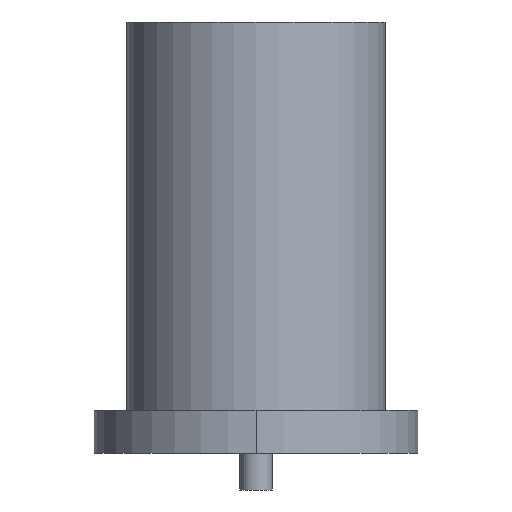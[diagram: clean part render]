
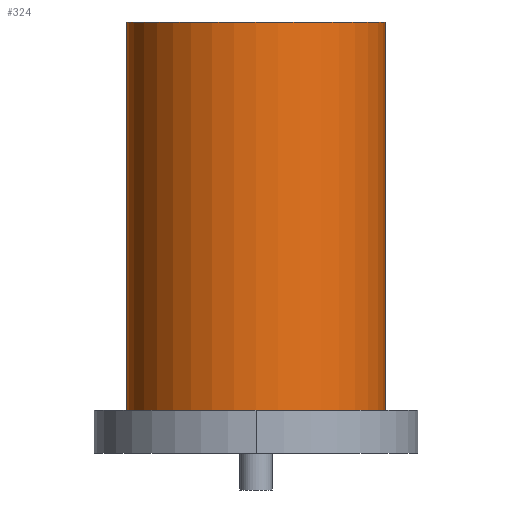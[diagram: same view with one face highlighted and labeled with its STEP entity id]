
A CAD part, front view. The second image highlights one B-rep face of the part: STEP entity #324.
In plain terms, the highlighted cylindrical face has radius 3 mm (diameter 6 mm), a partial arc.
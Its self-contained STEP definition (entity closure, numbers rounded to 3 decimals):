
#13 = CARTESIAN_POINT ( 'NONE',  ( 3., 0., 6.35 ) ) ;
#16 = EDGE_CURVE ( 'NONE', #261, #170, #311, .T. ) ;
#41 = CARTESIAN_POINT ( 'NONE',  ( -3., 0., 1.85 ) ) ;
#57 = ORIENTED_EDGE ( 'NONE', *, *, #338, .F. ) ;
#65 = EDGE_CURVE ( 'NONE', #144, #244, #209, .T. ) ;
#66 = CARTESIAN_POINT ( 'NONE',  ( -3., 0., 6.35 ) ) ;
#72 = CIRCLE ( 'NONE', #166, 3. ) ;
#87 = DIRECTION ( 'NONE',  ( -1., 0., 0. ) ) ;
#90 = AXIS2_PLACEMENT_3D ( 'NONE', #199, #336, #87 ) ;
#125 = CIRCLE ( 'NONE', #325, 3. ) ;
#141 = DIRECTION ( 'NONE',  ( 0., 0., -1. ) ) ;
#144 = VERTEX_POINT ( 'NONE', #291 ) ;
#145 = EDGE_LOOP ( 'NONE', ( #258, #204, #197, #57 ) ) ;
#146 = EDGE_CURVE ( 'NONE', #261, #144, #125, .T. ) ;
#166 = AXIS2_PLACEMENT_3D ( 'NONE', #167, #141, #255 ) ;
#167 = CARTESIAN_POINT ( 'NONE',  ( 0., 0., 1.85 ) ) ;
#170 = VERTEX_POINT ( 'NONE', #41 ) ;
#197 = ORIENTED_EDGE ( 'NONE', *, *, #16, .T. ) ;
#199 = CARTESIAN_POINT ( 'NONE',  ( 0., 0., 6.35 ) ) ;
#204 = ORIENTED_EDGE ( 'NONE', *, *, #146, .F. ) ;
#205 = VECTOR ( 'NONE', #207, 1000. ) ;
#207 = DIRECTION ( 'NONE',  ( 0., 0., -1. ) ) ;
#209 = LINE ( 'NONE', #13, #228 ) ;
#211 = DIRECTION ( 'NONE',  ( -1., 0., 0. ) ) ;
#225 = CARTESIAN_POINT ( 'NONE',  ( 3., 0., 1.85 ) ) ;
#228 = VECTOR ( 'NONE', #322, 1000. ) ;
#244 = VERTEX_POINT ( 'NONE', #225 ) ;
#248 = CARTESIAN_POINT ( 'NONE',  ( -3., 0., 10.85 ) ) ;
#255 = DIRECTION ( 'NONE',  ( -1., 0., 0. ) ) ;
#258 = ORIENTED_EDGE ( 'NONE', *, *, #65, .F. ) ;
#261 = VERTEX_POINT ( 'NONE', #248 ) ;
#268 = CARTESIAN_POINT ( 'NONE',  ( 0., 0., 10.85 ) ) ;
#269 = DIRECTION ( 'NONE',  ( 0., 0., 1. ) ) ;
#291 = CARTESIAN_POINT ( 'NONE',  ( 3., 0., 10.85 ) ) ;
#304 = CYLINDRICAL_SURFACE ( 'NONE', #90, 3. ) ;
#306 = FACE_OUTER_BOUND ( 'NONE', #145, .T. ) ;
#311 = LINE ( 'NONE', #66, #205 ) ;
#322 = DIRECTION ( 'NONE',  ( 0., 0., -1. ) ) ;
#324 = ADVANCED_FACE ( 'NONE', ( #306 ), #304, .T. ) ;
#325 = AXIS2_PLACEMENT_3D ( 'NONE', #268, #269, #211 ) ;
#336 = DIRECTION ( 'NONE',  ( 0., 0., -1. ) ) ;
#338 = EDGE_CURVE ( 'NONE', #244, #170, #72, .T. ) ;
